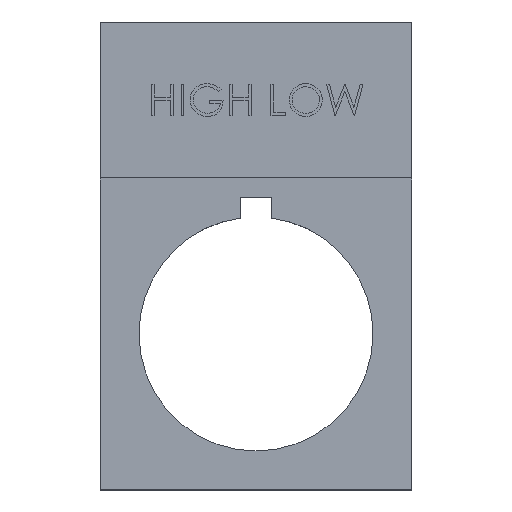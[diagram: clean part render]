
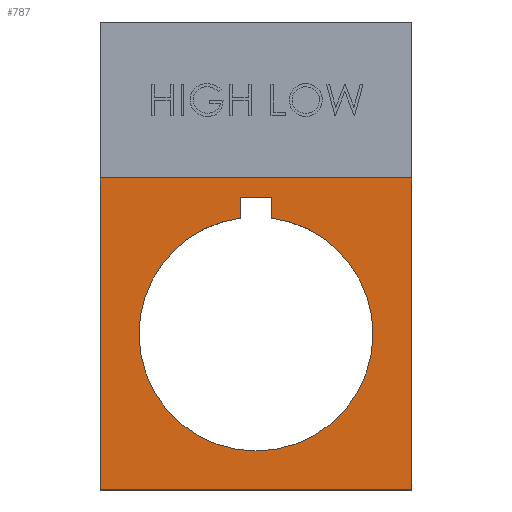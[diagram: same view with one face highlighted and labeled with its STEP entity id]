
A CAD part, top view. The second image highlights one B-rep face of the part: STEP entity #787.
In plain terms, the highlighted planar face has unit normal (0, 0, 1).
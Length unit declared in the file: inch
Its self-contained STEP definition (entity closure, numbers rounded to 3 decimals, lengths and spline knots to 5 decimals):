
#36 = VERTEX_POINT ( 'NONE', #2974 ) ;
#51 = DIRECTION ( 'NONE',  ( 1., 0., 0. ) ) ;
#108 = VECTOR ( 'NONE', #3864, 39.37008 ) ;
#225 = EDGE_CURVE ( 'NONE', #1764, #3362, #362, .T. ) ;
#362 = LINE ( 'NONE', #1364, #4055 ) ;
#456 = CARTESIAN_POINT ( 'NONE',  ( -0.59055, 0.59055, 0.01969 ) ) ;
#576 = ORIENTED_EDGE ( 'NONE', *, *, #3714, .T. ) ;
#596 = VECTOR ( 'NONE', #3951, 39.37008 ) ;
#610 = LINE ( 'NONE', #975, #3310 ) ;
#642 = VERTEX_POINT ( 'NONE', #5071 ) ;
#669 = ORIENTED_EDGE ( 'NONE', *, *, #225, .T. ) ;
#724 = EDGE_LOOP ( 'NONE', ( #5095, #4380, #904, #3956 ) ) ;
#746 = CARTESIAN_POINT ( 'NONE',  ( 0.05906, 0.43896, 0.01969 ) ) ;
#781 = EDGE_CURVE ( 'NONE', #642, #1764, #610, .T. ) ;
#787 = ADVANCED_FACE ( 'NONE', ( #1715, #5388 ), #4317, .T. ) ;
#797 = VECTOR ( 'NONE', #3593, 39.37008 ) ;
#904 = ORIENTED_EDGE ( 'NONE', *, *, #2978, .T. ) ;
#975 = CARTESIAN_POINT ( 'NONE',  ( 0.05906, 0.5177, 0.01969 ) ) ;
#1013 = CARTESIAN_POINT ( 'NONE',  ( 0.19685, 0.59055, 0.01969 ) ) ;
#1022 = VERTEX_POINT ( 'NONE', #3919 ) ;
#1055 = CIRCLE ( 'NONE', #4775, 0.44291 ) ;
#1166 = DIRECTION ( 'NONE',  ( 0., 1., 0. ) ) ;
#1182 = ORIENTED_EDGE ( 'NONE', *, *, #3847, .T. ) ;
#1272 = EDGE_CURVE ( 'NONE', #1405, #2681, #1456, .T. ) ;
#1364 = CARTESIAN_POINT ( 'NONE',  ( 0.05906, 0.43896, 0.01969 ) ) ;
#1405 = VERTEX_POINT ( 'NONE', #1743 ) ;
#1435 = CARTESIAN_POINT ( 'NONE',  ( -0.59055, 0.59055, 0.01969 ) ) ;
#1456 = LINE ( 'NONE', #2327, #797 ) ;
#1715 = FACE_BOUND ( 'NONE', #4464, .T. ) ;
#1720 = ORIENTED_EDGE ( 'NONE', *, *, #2290, .T. ) ;
#1743 = CARTESIAN_POINT ( 'NONE',  ( 0.59055, -0.59055, 0.01969 ) ) ;
#1764 = VERTEX_POINT ( 'NONE', #4567 ) ;
#1767 = CARTESIAN_POINT ( 'NONE',  ( 0.44291, 0., 0.01969 ) ) ;
#1778 = CARTESIAN_POINT ( 'NONE',  ( 0., 0.29528, 0.01969 ) ) ;
#1818 = ORIENTED_EDGE ( 'NONE', *, *, #781, .T. ) ;
#1916 = DIRECTION ( 'NONE',  ( 1., 0., 0. ) ) ;
#1923 = AXIS2_PLACEMENT_3D ( 'NONE', #1778, #3093, #4769 ) ;
#2075 = CIRCLE ( 'NONE', #4202, 0.44291 ) ;
#2106 = B_SPLINE_CURVE_WITH_KNOTS ( 'NONE', 3,
 ( #5115, #1013, #3968, #1435 ),
 .UNSPECIFIED., .F., .F.,
 ( 4, 4 ),
 ( 0., 1. ),
 .UNSPECIFIED. ) ;
#2217 = CARTESIAN_POINT ( 'NONE',  ( 0., 0., 0.01969 ) ) ;
#2290 = EDGE_CURVE ( 'NONE', #3709, #36, #2075, .T. ) ;
#2327 = CARTESIAN_POINT ( 'NONE',  ( -0.59055, -0.59055, 0.01969 ) ) ;
#2372 = DIRECTION ( 'NONE',  ( 1., 0., 0. ) ) ;
#2555 = CARTESIAN_POINT ( 'NONE',  ( 0., 0., 0.01969 ) ) ;
#2679 = DIRECTION ( 'NONE',  ( 0., -1., 0. ) ) ;
#2681 = VERTEX_POINT ( 'NONE', #3890 ) ;
#2685 = EDGE_CURVE ( 'NONE', #36, #1022, #4272, .T. ) ;
#2867 = EDGE_CURVE ( 'NONE', #4287, #1405, #3013, .T. ) ;
#2974 = CARTESIAN_POINT ( 'NONE',  ( -0.44291, 0., 0.01969 ) ) ;
#2978 = EDGE_CURVE ( 'NONE', #4287, #4283, #2106, .T. ) ;
#3013 = LINE ( 'NONE', #4279, #108 ) ;
#3017 = DIRECTION ( 'NONE',  ( 0., 0., -1. ) ) ;
#3093 = DIRECTION ( 'NONE',  ( 0., 0., 1. ) ) ;
#3286 = EDGE_CURVE ( 'NONE', #2681, #4283, #4367, .T. ) ;
#3310 = VECTOR ( 'NONE', #3541, 39.37008 ) ;
#3312 = VECTOR ( 'NONE', #1166, 39.37008 ) ;
#3362 = VERTEX_POINT ( 'NONE', #746 ) ;
#3541 = DIRECTION ( 'NONE',  ( 1., 0., 0. ) ) ;
#3593 = DIRECTION ( 'NONE',  ( -1., 0., 0. ) ) ;
#3668 = CARTESIAN_POINT ( 'NONE',  ( -0.59055, 1.1811, 0.01969 ) ) ;
#3709 = VERTEX_POINT ( 'NONE', #1767 ) ;
#3714 = EDGE_CURVE ( 'NONE', #1022, #642, #4360, .T. ) ;
#3719 = CARTESIAN_POINT ( 'NONE',  ( 0., 0., 0.01969 ) ) ;
#3839 = ORIENTED_EDGE ( 'NONE', *, *, #2685, .T. ) ;
#3847 = EDGE_CURVE ( 'NONE', #3362, #3709, #1055, .T. ) ;
#3864 = DIRECTION ( 'NONE',  ( 0., -1., 0. ) ) ;
#3890 = CARTESIAN_POINT ( 'NONE',  ( -0.59055, -0.59055, 0.01969 ) ) ;
#3919 = CARTESIAN_POINT ( 'NONE',  ( -0.05906, 0.43896, 0.01969 ) ) ;
#3951 = DIRECTION ( 'NONE',  ( 0., 1., 0. ) ) ;
#3956 = ORIENTED_EDGE ( 'NONE', *, *, #3286, .F. ) ;
#3968 = CARTESIAN_POINT ( 'NONE',  ( -0.19685, 0.59055, 0.01969 ) ) ;
#4012 = DIRECTION ( 'NONE',  ( 0., 0., -1. ) ) ;
#4055 = VECTOR ( 'NONE', #2679, 39.37008 ) ;
#4158 = AXIS2_PLACEMENT_3D ( 'NONE', #2555, #3017, #51 ) ;
#4202 = AXIS2_PLACEMENT_3D ( 'NONE', #3719, #4508, #2372 ) ;
#4272 = CIRCLE ( 'NONE', #4158, 0.44291 ) ;
#4279 = CARTESIAN_POINT ( 'NONE',  ( 0.59055, -0.59055, 0.01969 ) ) ;
#4283 = VERTEX_POINT ( 'NONE', #456 ) ;
#4287 = VERTEX_POINT ( 'NONE', #4607 ) ;
#4317 = PLANE ( 'NONE',  #1923 ) ;
#4360 = LINE ( 'NONE', #4759, #596 ) ;
#4367 = LINE ( 'NONE', #3668, #3312 ) ;
#4380 = ORIENTED_EDGE ( 'NONE', *, *, #2867, .F. ) ;
#4464 = EDGE_LOOP ( 'NONE', ( #1818, #669, #1182, #1720, #3839, #576 ) ) ;
#4508 = DIRECTION ( 'NONE',  ( 0., 0., -1. ) ) ;
#4567 = CARTESIAN_POINT ( 'NONE',  ( 0.05906, 0.5177, 0.01969 ) ) ;
#4607 = CARTESIAN_POINT ( 'NONE',  ( 0.59055, 0.59055, 0.01969 ) ) ;
#4759 = CARTESIAN_POINT ( 'NONE',  ( -0.05906, 0.5177, 0.01969 ) ) ;
#4769 = DIRECTION ( 'NONE',  ( 1., 0., 0. ) ) ;
#4775 = AXIS2_PLACEMENT_3D ( 'NONE', #2217, #4012, #1916 ) ;
#5071 = CARTESIAN_POINT ( 'NONE',  ( -0.05906, 0.5177, 0.01969 ) ) ;
#5095 = ORIENTED_EDGE ( 'NONE', *, *, #1272, .F. ) ;
#5115 = CARTESIAN_POINT ( 'NONE',  ( 0.59055, 0.59055, 0.01969 ) ) ;
#5388 = FACE_OUTER_BOUND ( 'NONE', #724, .T. ) ;
